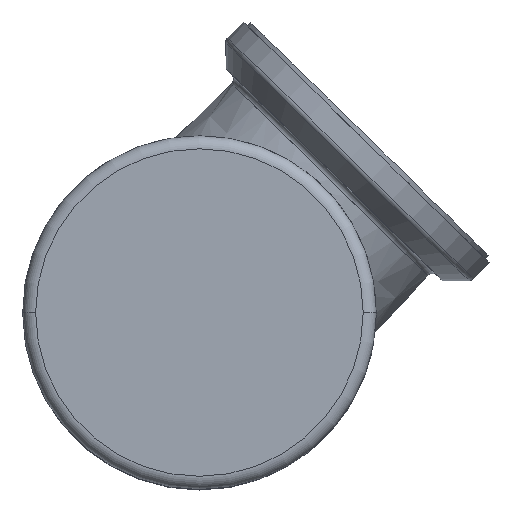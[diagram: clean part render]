
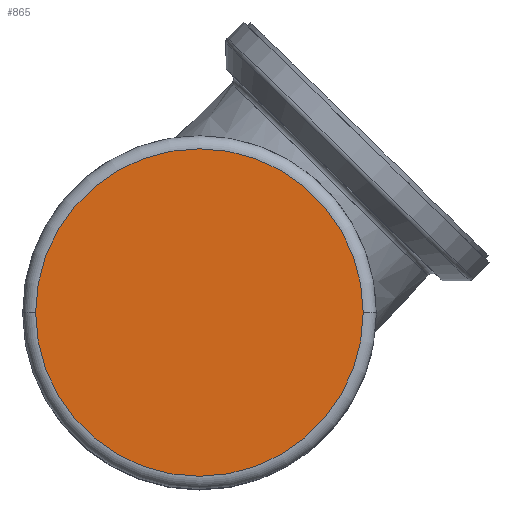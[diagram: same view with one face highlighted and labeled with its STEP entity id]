
A CAD part, top view. The second image highlights one B-rep face of the part: STEP entity #865.
In plain terms, the highlighted planar face has unit normal (0, 0, 1).
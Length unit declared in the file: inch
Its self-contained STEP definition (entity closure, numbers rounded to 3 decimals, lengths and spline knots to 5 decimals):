
#73 = CARTESIAN_POINT ( 'NONE',  ( 2.25884, 0.70031, 3.58975 ) ) ;
#83 = DIRECTION ( 'NONE',  ( 0., 0., 1. ) ) ;
#122 = DIRECTION ( 'NONE',  ( 1., 0., 0. ) ) ;
#144 = CARTESIAN_POINT ( 'NONE',  ( -0.40444, 0.70031, 3.58975 ) ) ;
#238 = AXIS2_PLACEMENT_3D ( 'NONE', #850, #83, #242 ) ;
#242 = DIRECTION ( 'NONE',  ( 1., 0., 0. ) ) ;
#272 = EDGE_CURVE ( 'NONE', #348, #892, #1058, .T. ) ;
#306 = PLANE ( 'NONE',  #818 ) ;
#348 = VERTEX_POINT ( 'NONE', #717 ) ;
#391 = DIRECTION ( 'NONE',  ( 0., 0., 1. ) ) ;
#411 = DIRECTION ( 'NONE',  ( 1., 0., 0. ) ) ;
#452 = CIRCLE ( 'NONE', #238, 2.66329 ) ;
#598 = ORIENTED_EDGE ( 'NONE', *, *, #890, .T. ) ;
#697 = ORIENTED_EDGE ( 'NONE', *, *, #272, .T. ) ;
#703 = DIRECTION ( 'NONE',  ( 0., 0., 1. ) ) ;
#717 = CARTESIAN_POINT ( 'NONE',  ( -3.06773, 0.70031, 3.58975 ) ) ;
#795 = FACE_OUTER_BOUND ( 'NONE', #1066, .T. ) ;
#818 = AXIS2_PLACEMENT_3D ( 'NONE', #144, #391, #411 ) ;
#850 = CARTESIAN_POINT ( 'NONE',  ( -0.40444, 0.70031, 3.58975 ) ) ;
#865 = ADVANCED_FACE ( 'NONE', ( #795 ), #306, .T. ) ;
#869 = AXIS2_PLACEMENT_3D ( 'NONE', #1052, #703, #122 ) ;
#890 = EDGE_CURVE ( 'NONE', #892, #348, #452, .T. ) ;
#892 = VERTEX_POINT ( 'NONE', #73 ) ;
#1052 = CARTESIAN_POINT ( 'NONE',  ( -0.40444, 0.70031, 3.58975 ) ) ;
#1058 = CIRCLE ( 'NONE', #869, 2.66329 ) ;
#1066 = EDGE_LOOP ( 'NONE', ( #598, #697 ) ) ;
